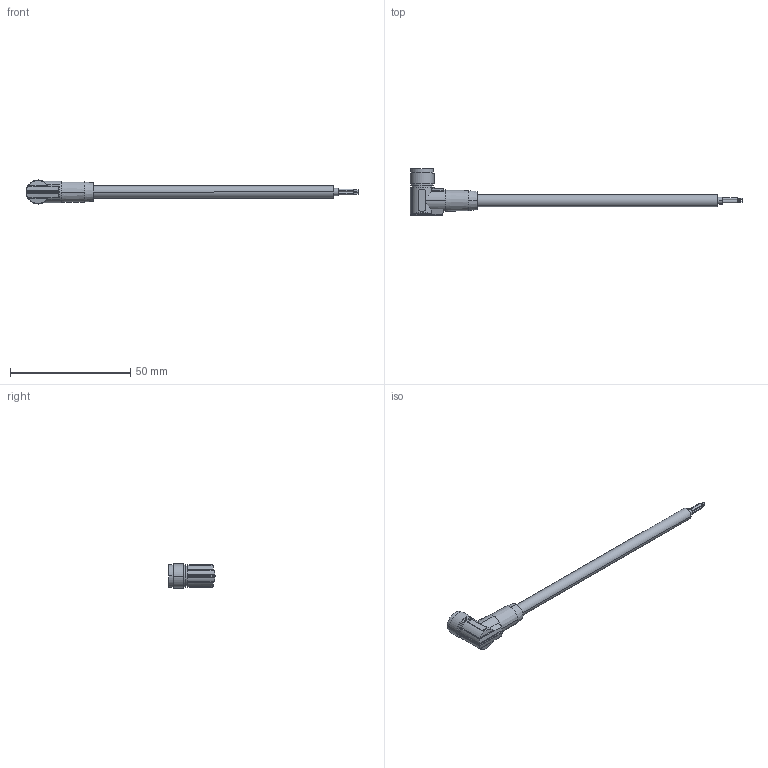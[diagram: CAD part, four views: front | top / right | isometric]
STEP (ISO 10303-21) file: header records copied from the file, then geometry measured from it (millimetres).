
FILE_DESCRIPTION(('SolidDesigner STEP Export'),'2;1');
FILE_NAME('1406064_SAC_3P_10.0_542_M8FR_SH_BK-select.stp','2013-06-19T15:13:59',(''),(''),'Creo Elements/Direct Modeling STEP processor for AP214 (Solid Model)','Creo Elements/Direct Modeling 18.1 06-May-2012 (C) Parametric Technology GmbH','');
FILE_SCHEMA(('AUTOMOTIVE_DESIGN { 1 0 10303 214 1 1 1 1 }'));
Length unit declared in the file: millimetre
Products named in the file (1): 1406064_SAC_3P_10.0_542_M8FR_SH_BK-select
Bounding box: 138 x 19.19 x 10 mm (x, y, z)
Volume: 4342.8 mm3; surface area: 3297.9 mm2
Topology: 1 solids, 1 shells, 125 faces, 298 edges, 194 vertices
Faces by surface type: cylinder 77, plane 40, cone 8
Entity records: 5803 total; most frequent: CARTESIAN_POINT 2054, ORIENTED_EDGE 596, DIRECTION 515, EDGE_CURVE 298, AXIS2_PLACEMENT_3D 203, VERTEX_POINT 194, EDGE_LOOP 144, COLOUR_RGB 126
